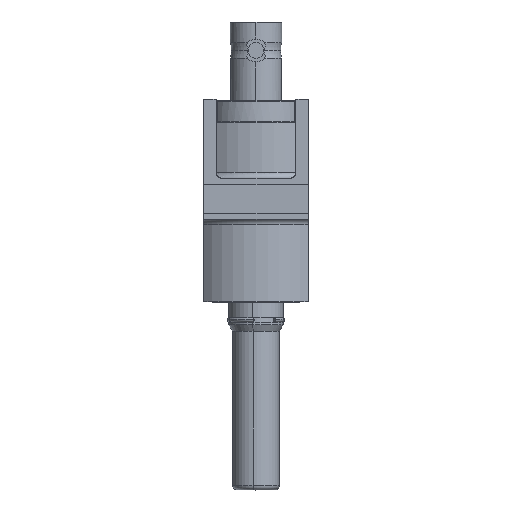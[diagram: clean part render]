
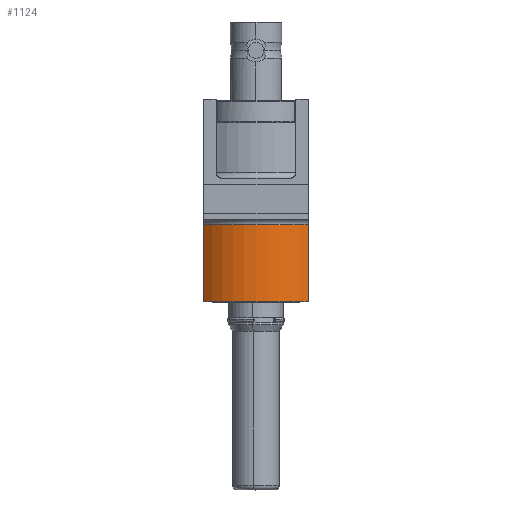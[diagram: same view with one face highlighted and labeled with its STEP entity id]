
A CAD part, front view. The second image highlights one B-rep face of the part: STEP entity #1124.
In plain terms, the highlighted cylindrical face has radius 6.45 mm (diameter 12.9 mm), a partial arc.
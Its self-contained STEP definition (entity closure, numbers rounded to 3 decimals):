
#151 = EDGE_CURVE ( 'NONE', #5710, #318, #2826, .T. ) ;
#310 = CARTESIAN_POINT ( 'NONE',  ( -10.898, 0.908, 32.873 ) ) ;
#318 = VERTEX_POINT ( 'NONE', #5046 ) ;
#590 = AXIS2_PLACEMENT_3D ( 'NONE', #1447, #874, #5515 ) ;
#633 = EDGE_LOOP ( 'NONE', ( #3832, #2864, #5516, #4324 ) ) ;
#721 = VECTOR ( 'NONE', #5666, 1000. ) ;
#874 = DIRECTION ( 'NONE',  ( 0., -0.001, -1. ) ) ;
#1069 = AXIS2_PLACEMENT_3D ( 'NONE', #310, #6203, #6159 ) ;
#1124 = ADVANCED_FACE ( 'NONE', ( #5432 ), #3244, .T. ) ;
#1435 = CIRCLE ( 'NONE', #1069, 6.45 ) ;
#1447 = CARTESIAN_POINT ( 'NONE',  ( -10.898, 0.912, 40.123 ) ) ;
#2361 = LINE ( 'NONE', #4678, #6565 ) ;
#2563 = CIRCLE ( 'NONE', #5004, 6.45 ) ;
#2826 = LINE ( 'NONE', #6271, #721 ) ;
#2864 = ORIENTED_EDGE ( 'NONE', *, *, #4251, .T. ) ;
#3244 = CYLINDRICAL_SURFACE ( 'NONE', #590, 6.45 ) ;
#3661 = DIRECTION ( 'NONE',  ( 0., -0.001, -1. ) ) ;
#3717 = VERTEX_POINT ( 'NONE', #6719 ) ;
#3832 = ORIENTED_EDGE ( 'NONE', *, *, #4085, .T. ) ;
#3880 = VERTEX_POINT ( 'NONE', #6107 ) ;
#4085 = EDGE_CURVE ( 'NONE', #3880, #3717, #2361, .T. ) ;
#4251 = EDGE_CURVE ( 'NONE', #3717, #318, #2563, .T. ) ;
#4324 = ORIENTED_EDGE ( 'NONE', *, *, #6961, .T. ) ;
#4343 = CARTESIAN_POINT ( 'NONE',  ( -10.898, 0.911, 39.623 ) ) ;
#4678 = CARTESIAN_POINT ( 'NONE',  ( -6.303, -3.615, 40.126 ) ) ;
#5004 = AXIS2_PLACEMENT_3D ( 'NONE', #4343, #3661, #5367 ) ;
#5046 = CARTESIAN_POINT ( 'NONE',  ( -15.493, -3.615, 39.626 ) ) ;
#5217 = DIRECTION ( 'NONE',  ( 0., 0.001, 1. ) ) ;
#5367 = DIRECTION ( 'NONE',  ( 1., 0., 0. ) ) ;
#5432 = FACE_OUTER_BOUND ( 'NONE', #633, .T. ) ;
#5515 = DIRECTION ( 'NONE',  ( 1., 0., 0. ) ) ;
#5516 = ORIENTED_EDGE ( 'NONE', *, *, #151, .F. ) ;
#5666 = DIRECTION ( 'NONE',  ( 0., 0.001, 1. ) ) ;
#5710 = VERTEX_POINT ( 'NONE', #7491 ) ;
#6107 = CARTESIAN_POINT ( 'NONE',  ( -6.303, -3.619, 32.876 ) ) ;
#6159 = DIRECTION ( 'NONE',  ( 0., -1., 0.001 ) ) ;
#6203 = DIRECTION ( 'NONE',  ( 0., 0.001, 1. ) ) ;
#6271 = CARTESIAN_POINT ( 'NONE',  ( -15.493, -3.615, 40.126 ) ) ;
#6565 = VECTOR ( 'NONE', #5217, 1000. ) ;
#6719 = CARTESIAN_POINT ( 'NONE',  ( -6.303, -3.615, 39.626 ) ) ;
#6961 = EDGE_CURVE ( 'NONE', #5710, #3880, #1435, .T. ) ;
#7491 = CARTESIAN_POINT ( 'NONE',  ( -15.493, -3.619, 32.876 ) ) ;
